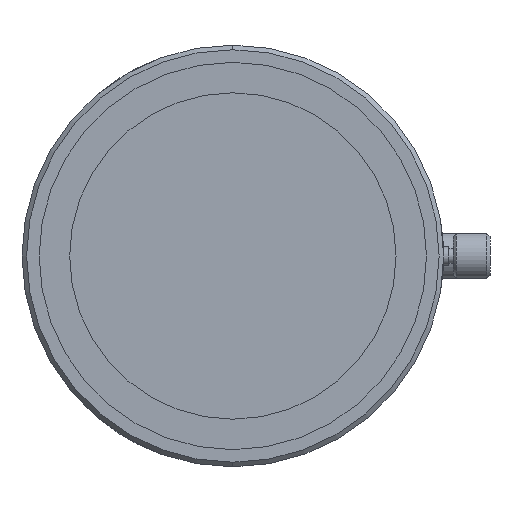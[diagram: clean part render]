
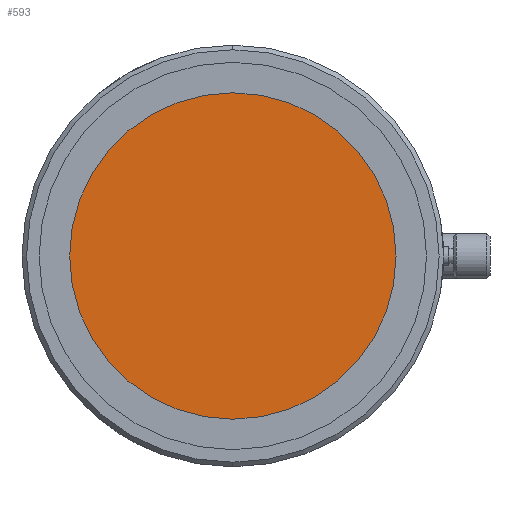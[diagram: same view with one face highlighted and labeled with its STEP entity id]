
A CAD part, left-side view. The second image highlights one B-rep face of the part: STEP entity #593.
In plain terms, the highlighted planar face has unit normal (-1, 0, 0).
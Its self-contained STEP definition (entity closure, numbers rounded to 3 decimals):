
#76 = DIRECTION ( 'NONE',  ( -1., 0., 0. ) ) ;
#169 = CARTESIAN_POINT ( 'NONE',  ( 99.5, 0., -17.8 ) ) ;
#190 = AXIS2_PLACEMENT_3D ( 'NONE', #2385, #76, #2754 ) ;
#296 = EDGE_LOOP ( 'NONE', ( #1169, #1560 ) ) ;
#593 = ADVANCED_FACE ( 'NONE', ( #4831 ), #1167, .F. ) ;
#1110 = VERTEX_POINT ( 'NONE', #169 ) ;
#1167 = PLANE ( 'NONE',  #3947 ) ;
#1169 = ORIENTED_EDGE ( 'NONE', *, *, #4898, .T. ) ;
#1551 = DIRECTION ( 'NONE',  ( 1., 0., 0. ) ) ;
#1560 = ORIENTED_EDGE ( 'NONE', *, *, #3744, .T. ) ;
#1800 = AXIS2_PLACEMENT_3D ( 'NONE', #1903, #4575, #2293 ) ;
#1903 = CARTESIAN_POINT ( 'NONE',  ( 99.5, 0., 0. ) ) ;
#2190 = VERTEX_POINT ( 'NONE', #2495 ) ;
#2293 = DIRECTION ( 'NONE',  ( 0., 0., 1. ) ) ;
#2367 = CIRCLE ( 'NONE', #1800, 17.8 ) ;
#2385 = CARTESIAN_POINT ( 'NONE',  ( 99.5, 0., 0. ) ) ;
#2495 = CARTESIAN_POINT ( 'NONE',  ( 99.5, 0., 17.8 ) ) ;
#2754 = DIRECTION ( 'NONE',  ( 0., 0., 1. ) ) ;
#3454 = CARTESIAN_POINT ( 'NONE',  ( 99.5, 17.8, 0. ) ) ;
#3620 = CIRCLE ( 'NONE', #190, 17.8 ) ;
#3744 = EDGE_CURVE ( 'NONE', #1110, #2190, #2367, .T. ) ;
#3947 = AXIS2_PLACEMENT_3D ( 'NONE', #3454, #1551, #4222 ) ;
#4222 = DIRECTION ( 'NONE',  ( 0., 0., -1. ) ) ;
#4575 = DIRECTION ( 'NONE',  ( -1., 0., 0. ) ) ;
#4831 = FACE_OUTER_BOUND ( 'NONE', #296, .T. ) ;
#4898 = EDGE_CURVE ( 'NONE', #2190, #1110, #3620, .T. ) ;
